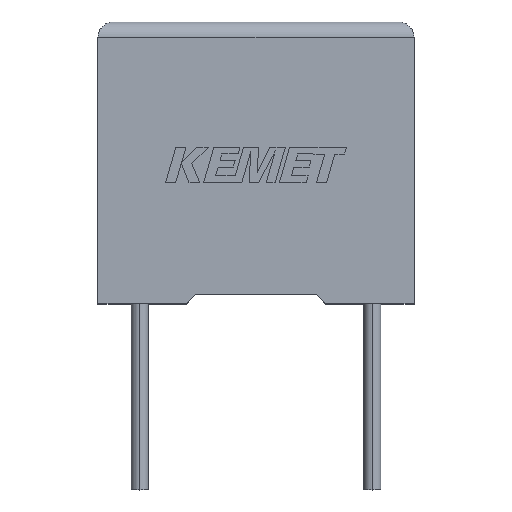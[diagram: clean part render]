
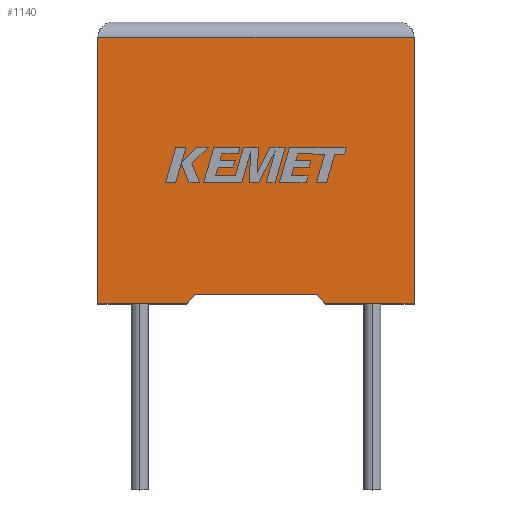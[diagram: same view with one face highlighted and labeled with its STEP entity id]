
A CAD part, top view. The second image highlights one B-rep face of the part: STEP entity #1140.
In plain terms, the highlighted planar face has unit normal (0, 0, 1).
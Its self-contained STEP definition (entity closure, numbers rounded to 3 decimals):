
#68 = EDGE_LOOP ( 'NONE', ( #922, #1660, #2282, #1764, #577, #322, #760, #949 ) ) ;
#100 = FACE_OUTER_BOUND ( 'NONE', #68, .T. ) ;
#322 = ORIENTED_EDGE ( 'NONE', *, *, #2378, .F. ) ;
#363 = CARTESIAN_POINT ( 'NONE',  ( 3.133, 0.314, 4.1 ) ) ;
#390 = LINE ( 'NONE', #841, #985 ) ;
#416 = CARTESIAN_POINT ( 'NONE',  ( 10.2, 0., 4.1 ) ) ;
#577 = ORIENTED_EDGE ( 'NONE', *, *, #2858, .F. ) ;
#603 = VECTOR ( 'NONE', #2693, 1000. ) ;
#674 = LINE ( 'NONE', #1602, #800 ) ;
#758 = EDGE_CURVE ( 'NONE', #2604, #1972, #923, .T. ) ;
#760 = ORIENTED_EDGE ( 'NONE', *, *, #2254, .T. ) ;
#800 = VECTOR ( 'NONE', #2284, 1000. ) ;
#841 = CARTESIAN_POINT ( 'NONE',  ( 0., 0., 4.1 ) ) ;
#866 = CARTESIAN_POINT ( 'NONE',  ( 7.067, 0.314, 4.1 ) ) ;
#922 = ORIENTED_EDGE ( 'NONE', *, *, #1825, .T. ) ;
#923 = LINE ( 'NONE', #1369, #2616 ) ;
#949 = ORIENTED_EDGE ( 'NONE', *, *, #2214, .T. ) ;
#985 = VECTOR ( 'NONE', #2274, 1000. ) ;
#1139 = DIRECTION ( 'NONE',  ( 0., -1., 0. ) ) ;
#1140 = ADVANCED_FACE ( 'NONE', ( #100 ), #2925, .F. ) ;
#1150 = DIRECTION ( 'NONE',  ( 0., 1., 0. ) ) ;
#1198 = DIRECTION ( 'NONE',  ( -1., 0., 0. ) ) ;
#1243 = DIRECTION ( 'NONE',  ( 0., 0., -1. ) ) ;
#1287 = LINE ( 'NONE', #1795, #2870 ) ;
#1308 = LINE ( 'NONE', #2748, #1967 ) ;
#1342 = VECTOR ( 'NONE', #1150, 1000. ) ;
#1369 = CARTESIAN_POINT ( 'NONE',  ( 0., 0., 4.1 ) ) ;
#1402 = CARTESIAN_POINT ( 'NONE',  ( 5.1, 0.314, 4.1 ) ) ;
#1417 = CARTESIAN_POINT ( 'NONE',  ( 0., 8.6, 4.1 ) ) ;
#1487 = CARTESIAN_POINT ( 'NONE',  ( 0., 0., 4.1 ) ) ;
#1602 = CARTESIAN_POINT ( 'NONE',  ( 2.85, 0., 4.1 ) ) ;
#1620 = VERTEX_POINT ( 'NONE', #2687 ) ;
#1633 = DIRECTION ( 'NONE',  ( -1., 0., 0. ) ) ;
#1653 = VERTEX_POINT ( 'NONE', #2699 ) ;
#1660 = ORIENTED_EDGE ( 'NONE', *, *, #2199, .T. ) ;
#1696 = VERTEX_POINT ( 'NONE', #3005 ) ;
#1752 = LINE ( 'NONE', #2013, #603 ) ;
#1764 = ORIENTED_EDGE ( 'NONE', *, *, #2670, .T. ) ;
#1795 = CARTESIAN_POINT ( 'NONE',  ( 7.35, 0., 4.1 ) ) ;
#1825 = EDGE_CURVE ( 'NONE', #2880, #1653, #2603, .T. ) ;
#1967 = VECTOR ( 'NONE', #2947, 1000. ) ;
#1972 = VERTEX_POINT ( 'NONE', #2754 ) ;
#2013 = CARTESIAN_POINT ( 'NONE',  ( 0., 8.6, 4.1 ) ) ;
#2017 = VECTOR ( 'NONE', #1633, 1000. ) ;
#2042 = AXIS2_PLACEMENT_3D ( 'NONE', #1487, #1243, #1198 ) ;
#2199 = EDGE_CURVE ( 'NONE', #1653, #2604, #1752, .T. ) ;
#2214 = EDGE_CURVE ( 'NONE', #1696, #2880, #390, .T. ) ;
#2232 = VERTEX_POINT ( 'NONE', #363 ) ;
#2254 = EDGE_CURVE ( 'NONE', #2810, #1696, #1287, .T. ) ;
#2274 = DIRECTION ( 'NONE',  ( 1., 0., 0. ) ) ;
#2282 = ORIENTED_EDGE ( 'NONE', *, *, #758, .T. ) ;
#2284 = DIRECTION ( 'NONE',  ( -0.67, -0.742, 0. ) ) ;
#2378 = EDGE_CURVE ( 'NONE', #2810, #2232, #2533, .T. ) ;
#2533 = LINE ( 'NONE', #1402, #2017 ) ;
#2603 = LINE ( 'NONE', #2815, #1342 ) ;
#2604 = VERTEX_POINT ( 'NONE', #1417 ) ;
#2616 = VECTOR ( 'NONE', #1139, 1000. ) ;
#2670 = EDGE_CURVE ( 'NONE', #1972, #1620, #1308, .T. ) ;
#2687 = CARTESIAN_POINT ( 'NONE',  ( 2.85, 0., 4.1 ) ) ;
#2693 = DIRECTION ( 'NONE',  ( -1., 0., 0. ) ) ;
#2699 = CARTESIAN_POINT ( 'NONE',  ( 10.2, 8.6, 4.1 ) ) ;
#2748 = CARTESIAN_POINT ( 'NONE',  ( 0., 0., 4.1 ) ) ;
#2750 = DIRECTION ( 'NONE',  ( 0.67, -0.742, 0. ) ) ;
#2754 = CARTESIAN_POINT ( 'NONE',  ( 0., 0., 4.1 ) ) ;
#2810 = VERTEX_POINT ( 'NONE', #866 ) ;
#2815 = CARTESIAN_POINT ( 'NONE',  ( 10.2, 0., 4.1 ) ) ;
#2858 = EDGE_CURVE ( 'NONE', #2232, #1620, #674, .T. ) ;
#2870 = VECTOR ( 'NONE', #2750, 1000. ) ;
#2880 = VERTEX_POINT ( 'NONE', #416 ) ;
#2925 = PLANE ( 'NONE',  #2042 ) ;
#2947 = DIRECTION ( 'NONE',  ( 1., 0., 0. ) ) ;
#3005 = CARTESIAN_POINT ( 'NONE',  ( 7.35, 0., 4.1 ) ) ;
